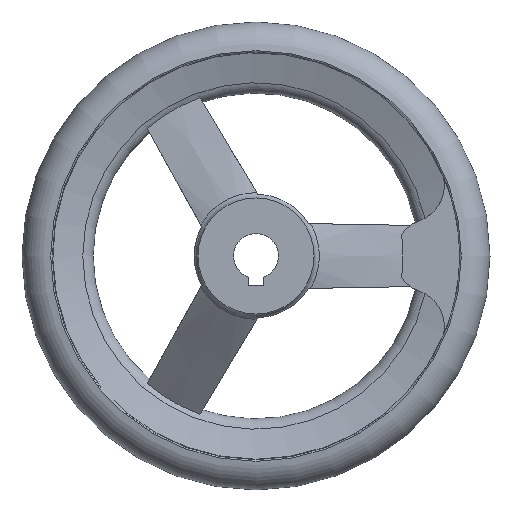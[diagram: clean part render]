
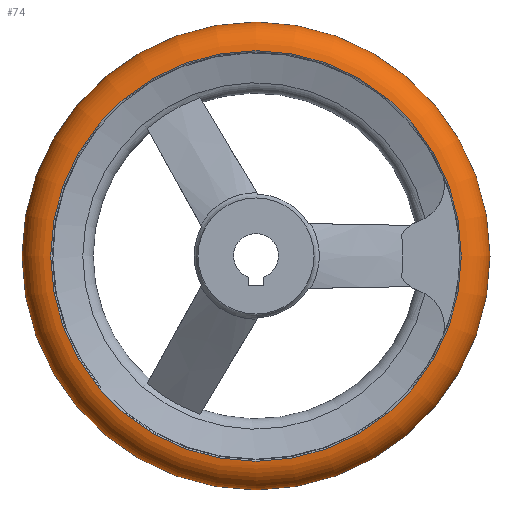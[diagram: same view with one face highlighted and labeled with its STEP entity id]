
A CAD part, front view. The second image highlights one B-rep face of the part: STEP entity #74.
In plain terms, the highlighted toroidal (fillet/blend) face has major radius 54.5 mm and minor radius 8 mm.
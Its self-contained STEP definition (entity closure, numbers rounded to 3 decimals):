
#74 = ADVANCED_FACE( '', ( #186, #187, #188 ), #189, .T. );
#186 = FACE_BOUND( '', #348, .T. );
#187 = FACE_OUTER_BOUND( '', #349, .T. );
#188 = FACE_OUTER_BOUND( '', #350, .T. );
#189 = TOROIDAL_SURFACE( '', #351, 54.5, 8. );
#348 = VERTEX_LOOP( '', #514 );
#349 = EDGE_LOOP( '', ( #515 ) );
#350 = EDGE_LOOP( '', ( #516 ) );
#351 = AXIS2_PLACEMENT_3D( '', #517, #518, #519 );
#514 = VERTEX_POINT( '', #930 );
#515 = ORIENTED_EDGE( '', *, *, #931, .T. );
#516 = ORIENTED_EDGE( '', *, *, #932, .F. );
#517 = CARTESIAN_POINT( '', ( 0., 28., 0. ) );
#518 = DIRECTION( '', ( 0., -1., 0. ) );
#519 = DIRECTION( '', ( 0., 0., -1. ) );
#930 = CARTESIAN_POINT( '', ( 0., 28., -62.5 ) );
#931 = EDGE_CURVE( '', #1103, #1103, #1104, .T. );
#932 = EDGE_CURVE( '', #1105, #1105, #1106, .T. );
#1103 = VERTEX_POINT( '', #1391 );
#1104 = CIRCLE( '', #1392, 54.833 );
#1105 = VERTEX_POINT( '', #1393 );
#1106 = CIRCLE( '', #1394, 54.833 );
#1391 = CARTESIAN_POINT( '', ( 0., 35.993, -54.833 ) );
#1392 = AXIS2_PLACEMENT_3D( '', #2014, #2015, #2016 );
#1393 = CARTESIAN_POINT( '', ( 0., 20.007, -54.833 ) );
#1394 = AXIS2_PLACEMENT_3D( '', #2017, #2018, #2019 );
#2014 = CARTESIAN_POINT( '', ( 0., 35.993, 0. ) );
#2015 = DIRECTION( '', ( 0., -1., 0. ) );
#2016 = DIRECTION( '', ( 0., 0., -1. ) );
#2017 = CARTESIAN_POINT( '', ( 0., 20.007, 0. ) );
#2018 = DIRECTION( '', ( 0., -1., 0. ) );
#2019 = DIRECTION( '', ( 0., 0., -1. ) );
